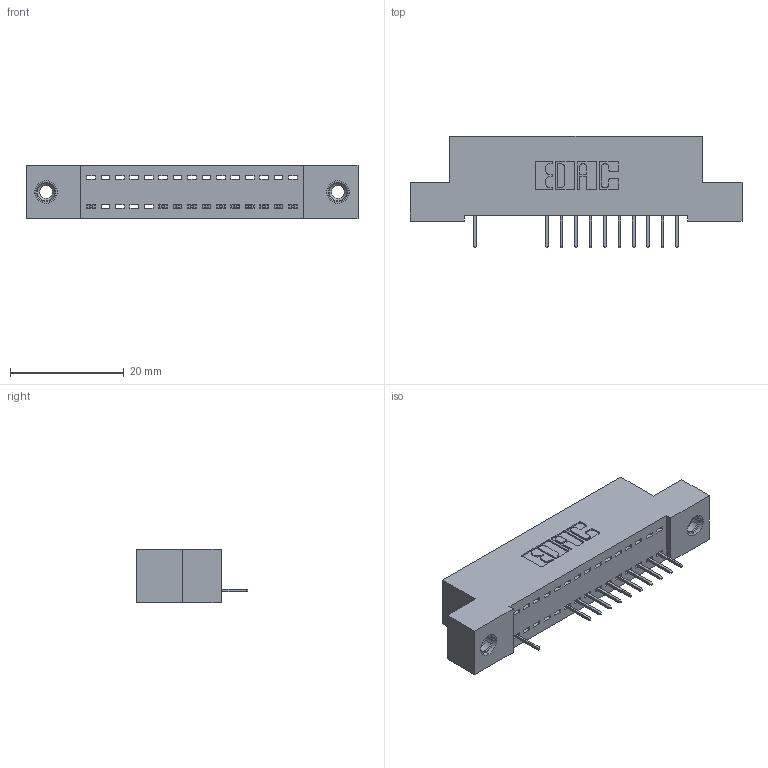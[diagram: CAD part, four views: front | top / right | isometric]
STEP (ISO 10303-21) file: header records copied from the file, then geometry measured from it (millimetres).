
FILE_DESCRIPTION (( 'STEP AP203' ), '1' );
FILE_NAME ('392-015-524-108.STEP', '2018-08-15T00:55:37', ( '' ), ( '' ), 'SwSTEP 2.0', 'SolidWorks 2016', '' );
FILE_SCHEMA (( 'CONFIG_CONTROL_DESIGN' ));
Length unit declared in the file: inch
Products named in the file (4): 345-250-001_345-250-003-102; 392-015-524-108; 342 Part_TI; 345-292-001_345-293-124
Assembly tree (14 placements, depth 2):
  392-015-524-108
    342 Part_TI
    345-292-001_345-293-124  x11
    345-250-001_345-250-003-102  x2
Bounding box: 58.42 x 19.69 x 9.4 mm (x, y, z)
Volume: 4927.9 mm3; surface area: 6378.1 mm2
Topology: 14 solids, 14 shells, 900 faces, 2583 edges, 1670 vertices
Faces by surface type: plane 674, cylinder 210, cone 12, torus 4
Entity records: 13662 total; most frequent: CARTESIAN_POINT 2358, ORIENTED_EDGE 2306, DIRECTION 2073, EDGE_CURVE 1153, LINE 1009, VECTOR 1009, VERTEX_POINT 760, AXIS2_PLACEMENT_3D 532
